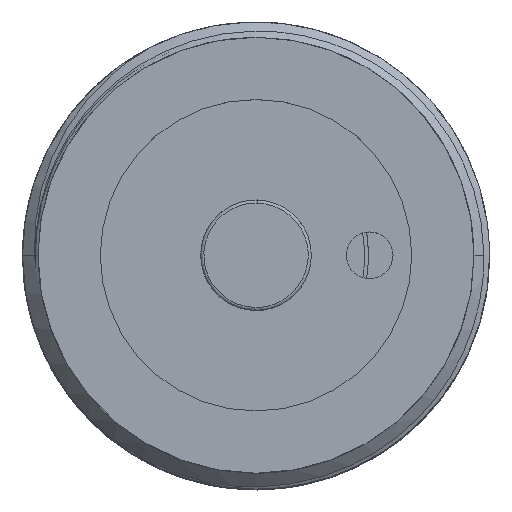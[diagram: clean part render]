
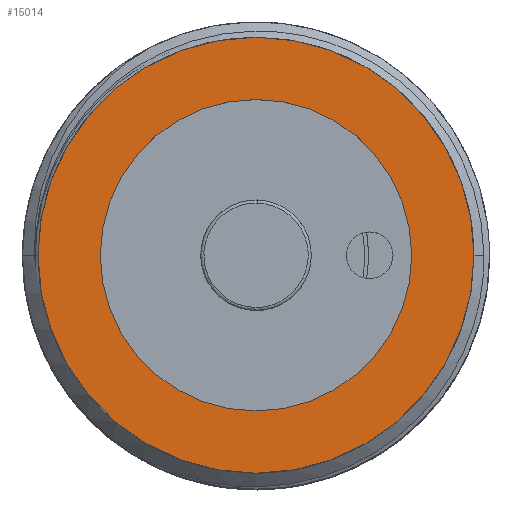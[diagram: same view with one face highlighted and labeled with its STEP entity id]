
A CAD part, top view. The second image highlights one B-rep face of the part: STEP entity #15014.
In plain terms, the highlighted face is planar.
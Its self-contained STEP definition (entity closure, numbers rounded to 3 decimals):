
#670 = CIRCLE ( 'NONE', #7900, 14. ) ;
#715 = EDGE_LOOP ( 'NONE', ( #15027, #9010 ) ) ;
#793 = CARTESIAN_POINT ( 'NONE',  ( 0., 0., 10. ) ) ;
#955 = EDGE_CURVE ( 'NONE', #10613, #4881, #670, .T. ) ;
#1314 = DIRECTION ( 'NONE',  ( 1., 0., 0. ) ) ;
#2120 = DIRECTION ( 'NONE',  ( -1., 0., 0. ) ) ;
#2266 = AXIS2_PLACEMENT_3D ( 'NONE', #9327, #3349, #9376 ) ;
#2393 = CARTESIAN_POINT ( 'NONE',  ( 0., 0., 0. ) ) ;
#2779 = AXIS2_PLACEMENT_3D ( 'NONE', #9447, #2120, #10450 ) ;
#3349 = DIRECTION ( 'NONE',  ( 1., 0., 0. ) ) ;
#3472 = CARTESIAN_POINT ( 'NONE',  ( 0., 0., -10. ) ) ;
#3849 = EDGE_CURVE ( 'NONE', #14070, #11348, #14235, .T. ) ;
#3942 = EDGE_LOOP ( 'NONE', ( #11006, #4472 ) ) ;
#4006 = CIRCLE ( 'NONE', #2779, 10. ) ;
#4267 = DIRECTION ( 'NONE',  ( 0., 0., -1. ) ) ;
#4472 = ORIENTED_EDGE ( 'NONE', *, *, #8111, .F. ) ;
#4871 = CARTESIAN_POINT ( 'NONE',  ( 0., 0., 0. ) ) ;
#4881 = VERTEX_POINT ( 'NONE', #11349 ) ;
#6006 = DIRECTION ( 'NONE',  ( 0., 0., -1. ) ) ;
#7517 = AXIS2_PLACEMENT_3D ( 'NONE', #2393, #15396, #14127 ) ;
#7681 = FACE_OUTER_BOUND ( 'NONE', #715, .T. ) ;
#7849 = AXIS2_PLACEMENT_3D ( 'NONE', #14849, #13691, #4267 ) ;
#7860 = FACE_BOUND ( 'NONE', #3942, .T. ) ;
#7900 = AXIS2_PLACEMENT_3D ( 'NONE', #4871, #1314, #6006 ) ;
#8111 = EDGE_CURVE ( 'NONE', #11348, #14070, #4006, .T. ) ;
#8243 = CIRCLE ( 'NONE', #2266, 14. ) ;
#8322 = CARTESIAN_POINT ( 'NONE',  ( 0., 0., -14. ) ) ;
#9010 = ORIENTED_EDGE ( 'NONE', *, *, #14497, .F. ) ;
#9093 = PLANE ( 'NONE',  #7849 ) ;
#9327 = CARTESIAN_POINT ( 'NONE',  ( 0., 0., 0. ) ) ;
#9376 = DIRECTION ( 'NONE',  ( 0., 0., -1. ) ) ;
#9447 = CARTESIAN_POINT ( 'NONE',  ( 0., 0., 0. ) ) ;
#10450 = DIRECTION ( 'NONE',  ( 0., 0., -1. ) ) ;
#10613 = VERTEX_POINT ( 'NONE', #8322 ) ;
#11006 = ORIENTED_EDGE ( 'NONE', *, *, #3849, .F. ) ;
#11348 = VERTEX_POINT ( 'NONE', #793 ) ;
#11349 = CARTESIAN_POINT ( 'NONE',  ( 0., 0., 14. ) ) ;
#13691 = DIRECTION ( 'NONE',  ( 1., 0., 0. ) ) ;
#14070 = VERTEX_POINT ( 'NONE', #3472 ) ;
#14127 = DIRECTION ( 'NONE',  ( 0., 0., -1. ) ) ;
#14235 = CIRCLE ( 'NONE', #7517, 10. ) ;
#14497 = EDGE_CURVE ( 'NONE', #4881, #10613, #8243, .T. ) ;
#14849 = CARTESIAN_POINT ( 'NONE',  ( 0., 0., 0. ) ) ;
#15014 = ADVANCED_FACE ( 'NONE', ( #7860, #7681 ), #9093, .F. ) ;
#15027 = ORIENTED_EDGE ( 'NONE', *, *, #955, .F. ) ;
#15396 = DIRECTION ( 'NONE',  ( -1., 0., 0. ) ) ;
